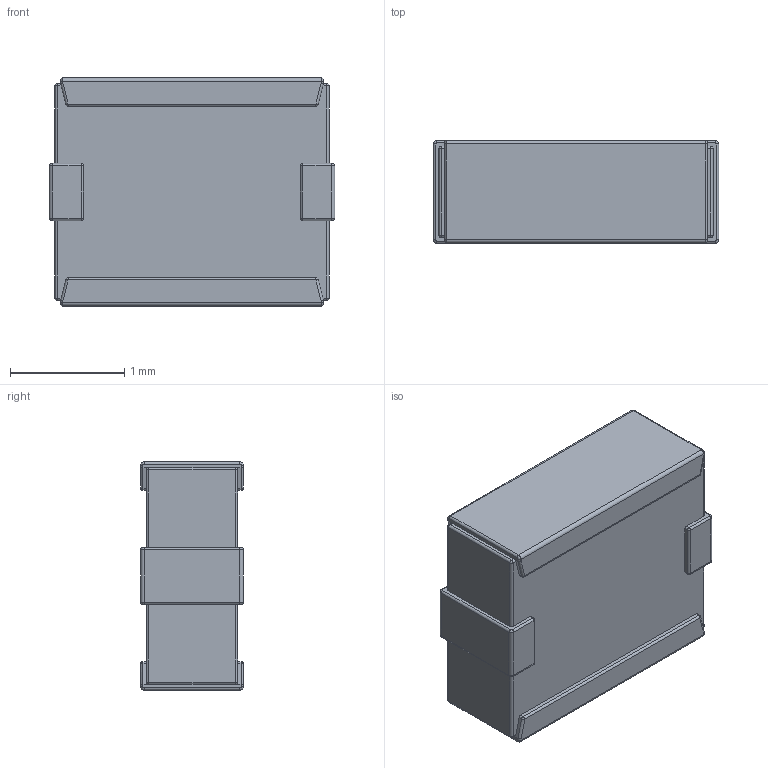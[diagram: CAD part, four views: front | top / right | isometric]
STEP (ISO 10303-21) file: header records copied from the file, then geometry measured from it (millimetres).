
FILE_DESCRIPTION (( 'STEP AP214' ), '1' );
FILE_NAME ('Filter-1008-4PC.STEP', '2012-12-21T09:55:39', ( 'MARK' ), ( '' ), 'SwSTEP 2.0', 'SolidWorks 2012', '' );
FILE_SCHEMA (( 'AUTOMOTIVE_DESIGN' ));
Length unit declared in the file: millimetre
Products named in the file (1): Filter-1008-4PC
Bounding box: 2.5 x 0.9 x 2 mm (x, y, z)
Volume: 4 mm3; surface area: 17.8 mm2
Topology: 1 solids, 1 shells, 171 faces, 416 edges, 224 vertices
Faces by surface type: cylinder 84, plane 47, sphere 24, torus 16
Entity records: 6231 total; most frequent: DIRECTION 884, CARTESIAN_POINT 836, ORIENTED_EDGE 784, EDGE_CURVE 392, AXIS2_PLACEMENT_3D 336, VERTEX_POINT 224, LINE 212, VECTOR 212
